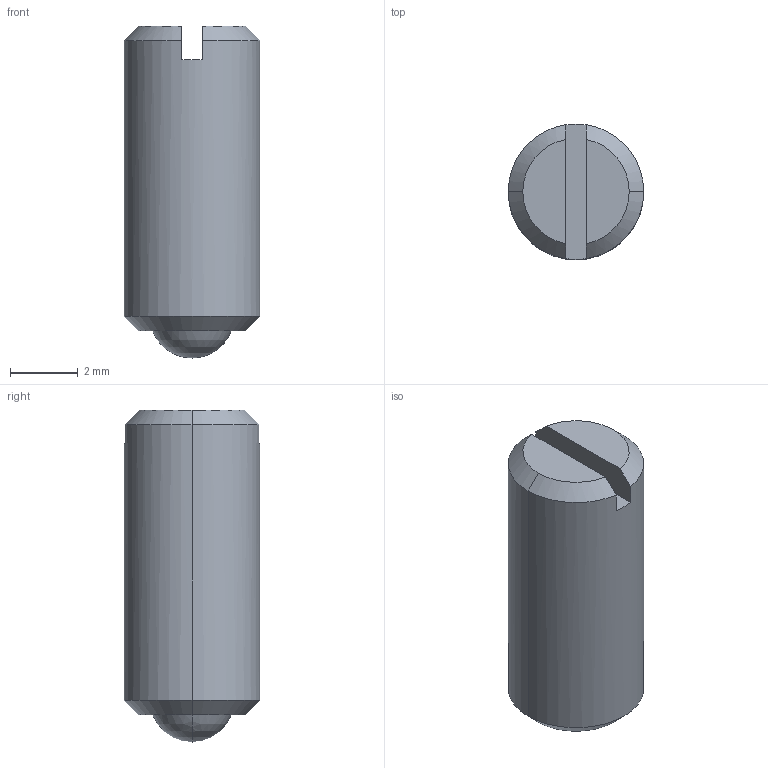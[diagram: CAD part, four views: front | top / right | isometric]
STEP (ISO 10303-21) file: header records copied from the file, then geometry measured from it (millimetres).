
FILE_DESCRIPTION(('STEP AP214'),'1');
FILE_NAME('cctmp_C8CC0EE6-13ED-402A-BD38-16F042ABC761_2022_12_08_19_35_14_0517_27588..stp','2022-12-08T18:35:14',('Meusburger Georg GmbH & Co KG'),('CADClick - www.CADClick.com'),'Spatial InterOp 3D',' ','unknown authorization');
FILE_SCHEMA(('AUTOMOTIVE_DESIGN'));
Length unit declared in the file: millimetre
Products named in the file (1): E 1251_4
Bounding box: 4 x 4 x 9.8 mm (x, y, z)
Volume: 110.6 mm3; surface area: 140.1 mm2
Topology: 1 solids, 1 shells, 16 faces, 39 edges, 24 vertices
Faces by surface type: cone 6, plane 6, sphere 2, cylinder 2
Entity records: 612 total; most frequent: CARTESIAN_POINT 86, DIRECTION 86, ORIENTED_EDGE 74, EDGE_CURVE 37, AXIS2_PLACEMENT_3D 36, VERTEX_POINT 24, CIRCLE 19, STYLED_ITEM 17
